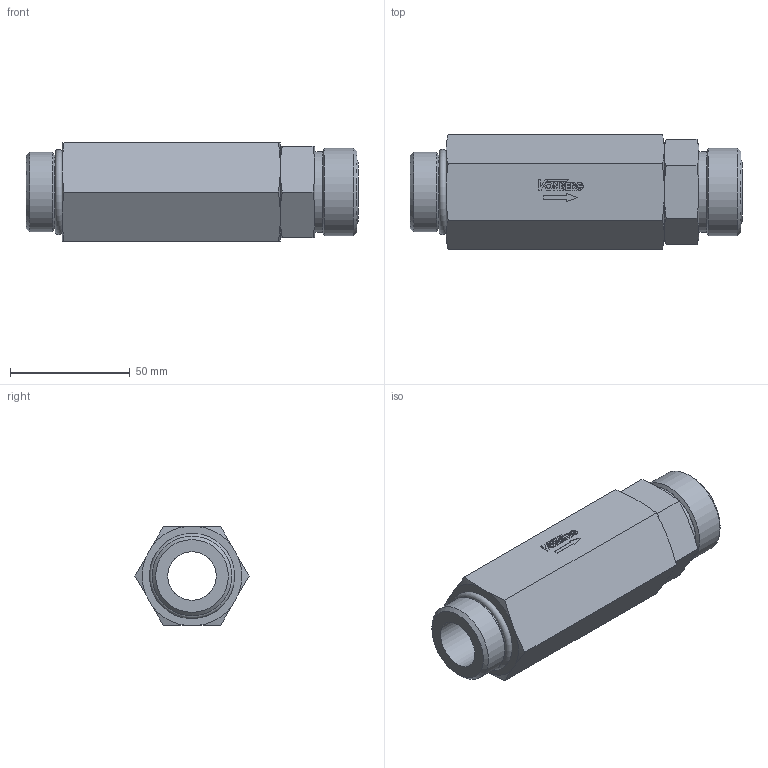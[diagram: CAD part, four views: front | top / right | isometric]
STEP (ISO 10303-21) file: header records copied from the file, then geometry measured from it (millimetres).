
FILE_DESCRIPTION((''),'2;1');
FILE_NAME('10414-816.stp','2015-01-02T15:27:29',('jml'),(''),'Autodesk Inventor 2010','Autodesk Inventor 2010','');
FILE_SCHEMA(('AUTOMOTIVE_DESIGN { 1 0 10303 214 1 1 1 1 }'));
Length unit declared in the file: inch
Products named in the file (4): 10414-816; 320133; 990290; 916 O-RING
Assembly tree (3 placements, depth 2):
  10414-816
    320133
    990290
    916 O-RING
Bounding box: 138.65 x 47.66 x 41.27 mm (x, y, z)
Volume: 137133 mm3; surface area: 37946.6 mm2
Topology: 5 solids, 5 shells, 169 faces, 411 edges, 266 vertices
Faces by surface type: plane 106, cone 33, cylinder 26, torus 4
Full cylindrical faces by diameter (mm): 1.74 x1, 20.244 x1, 20.498 x1, 22.2 x1, 26.772 x1, 30.404 x2, 31.039 x1, 33.325 x2, 33.528 x1, 36.5 x1
Entity records: 4889 total; most frequent: CARTESIAN_POINT 921, DIRECTION 780, ORIENTED_EDGE 772, EDGE_CURVE 386, AXIS2_PLACEMENT_3D 266, VERTEX_POINT 263, VECTOR 248, LINE 248
